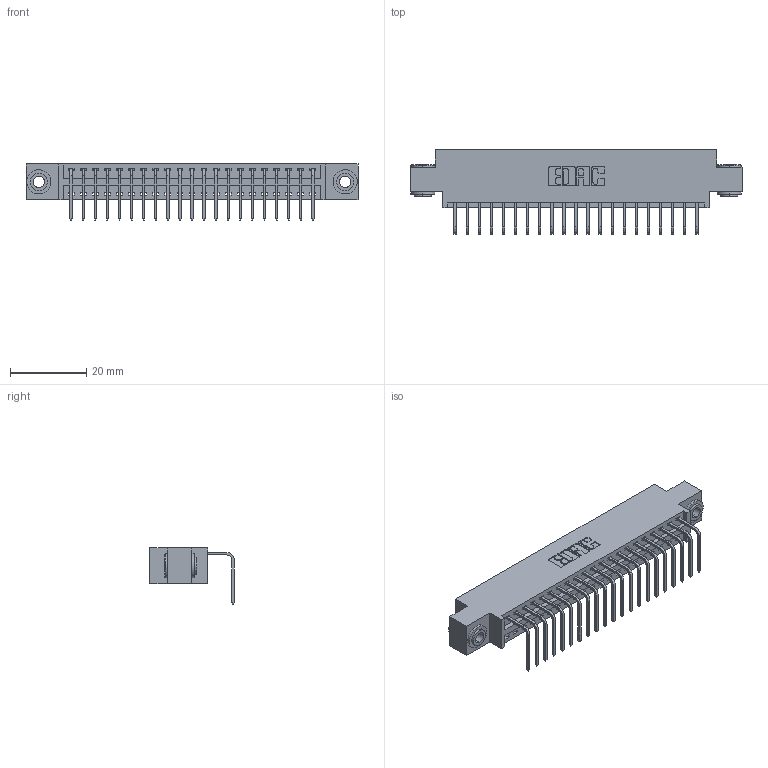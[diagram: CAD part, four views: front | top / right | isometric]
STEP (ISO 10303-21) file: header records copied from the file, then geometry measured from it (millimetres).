
FILE_DESCRIPTION (( 'STEP AP203' ), '1' );
FILE_NAME ('346-021-558-603.STEP', '2022-05-05T18:35:55', ( '' ), ( '' ), 'SwSTEP 2.0', 'SolidWorks 2020', '' );
FILE_SCHEMA (( 'CONFIG_CONTROL_DESIGN' ));
Length unit declared in the file: inch
Products named in the file (4): 345-250-002_345-250-002-102; 346-021-558-603; 346 Part_0.170 Offset - 0.156 Dia-TH; 345-292-001_558 Tail - 2
Assembly tree (24 placements, depth 2):
  346-021-558-603
    346 Part_0.170 Offset - 0.156 Dia-TH
    345-292-001_558 Tail - 2  x21
    345-250-002_345-250-002-102  x2
Bounding box: 87.25 x 22.16 x 14.73 mm (x, y, z)
Volume: 8123.6 mm3; surface area: 10756.1 mm2
Topology: 24 solids, 24 shells, 1438 faces, 4275 edges, 2818 vertices
Faces by surface type: plane 986, cylinder 444, cone 8
Entity records: 17142 total; most frequent: CARTESIAN_POINT 2928, ORIENTED_EDGE 2874, DIRECTION 2637, EDGE_CURVE 1437, LINE 1197, VECTOR 1197, VERTEX_POINT 954, AXIS2_PLACEMENT_3D 720
